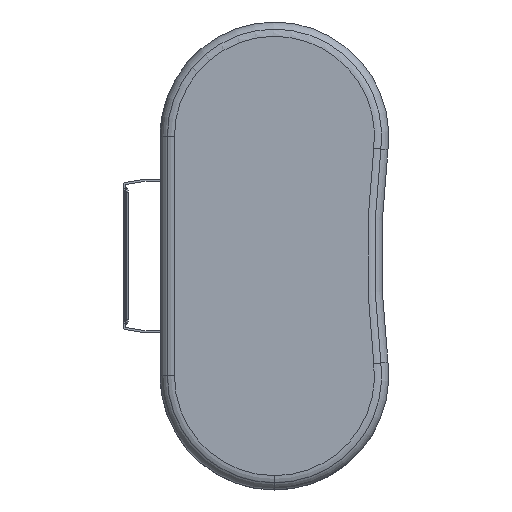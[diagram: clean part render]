
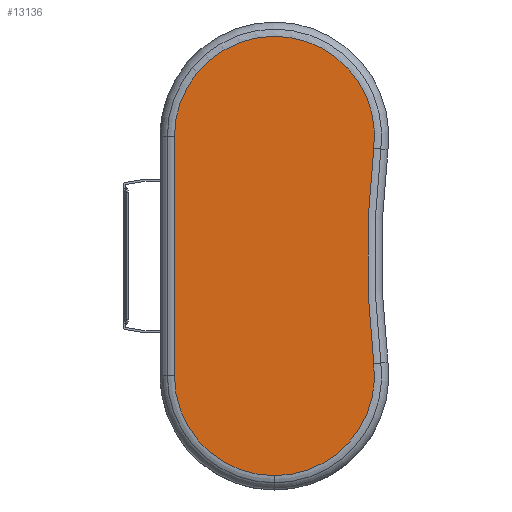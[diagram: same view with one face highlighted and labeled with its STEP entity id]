
A CAD part, left-side view. The second image highlights one B-rep face of the part: STEP entity #13136.
In plain terms, the highlighted planar face has unit normal (-1, 0, 0).
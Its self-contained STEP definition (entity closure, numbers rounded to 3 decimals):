
#249 = CIRCLE ( 'NONE', #2130, 14. ) ;
#648 = DIRECTION ( 'NONE',  ( 0., 0., -1. ) ) ;
#892 = LINE ( 'NONE', #7307, #12875 ) ;
#1214 = VERTEX_POINT ( 'NONE', #14934 ) ;
#1813 = VERTEX_POINT ( 'NONE', #8877 ) ;
#2130 = AXIS2_PLACEMENT_3D ( 'NONE', #9492, #9664, #6724 ) ;
#2579 = DIRECTION ( 'NONE',  ( 1., 0., 0. ) ) ;
#2721 = DIRECTION ( 'NONE',  ( 0., 0., -1. ) ) ;
#2881 = EDGE_CURVE ( 'NONE', #12893, #1214, #10935, .T. ) ;
#3071 = DIRECTION ( 'NONE',  ( 0., 0., 1. ) ) ;
#3164 = FACE_OUTER_BOUND ( 'NONE', #9546, .T. ) ;
#3247 = AXIS2_PLACEMENT_3D ( 'NONE', #11013, #17947, #2721 ) ;
#3971 = AXIS2_PLACEMENT_3D ( 'NONE', #12955, #17187, #7351 ) ;
#4501 = CARTESIAN_POINT ( 'NONE',  ( -597.5, -13.901, -15.084 ) ) ;
#4735 = DIRECTION ( 'NONE',  ( -1., 0., 0. ) ) ;
#4849 = VERTEX_POINT ( 'NONE', #17411 ) ;
#6470 = ORIENTED_EDGE ( 'NONE', *, *, #2881, .F. ) ;
#6724 = DIRECTION ( 'NONE',  ( 0., 0., -1. ) ) ;
#7307 = CARTESIAN_POINT ( 'NONE',  ( -597.5, 14., 16.75 ) ) ;
#7318 = EDGE_CURVE ( 'NONE', #4849, #9903, #14303, .T. ) ;
#7351 = DIRECTION ( 'NONE',  ( 0., 0., -1. ) ) ;
#7609 = AXIS2_PLACEMENT_3D ( 'NONE', #8295, #2579, #12500 ) ;
#8123 = EDGE_CURVE ( 'NONE', #1813, #4849, #892, .T. ) ;
#8191 = ORIENTED_EDGE ( 'NONE', *, *, #17927, .F. ) ;
#8295 = CARTESIAN_POINT ( 'NONE',  ( -597.5, 0., 16.75 ) ) ;
#8877 = CARTESIAN_POINT ( 'NONE',  ( -597.5, 14., -16.75 ) ) ;
#9492 = CARTESIAN_POINT ( 'NONE',  ( -597.5, 0., -16.75 ) ) ;
#9546 = EDGE_LOOP ( 'NONE', ( #6470, #8191, #12397, #16310, #11843 ) ) ;
#9664 = DIRECTION ( 'NONE',  ( 1., 0., 0. ) ) ;
#9903 = VERTEX_POINT ( 'NONE', #12825 ) ;
#10889 = CIRCLE ( 'NONE', #15075, 126.781 ) ;
#10935 = CIRCLE ( 'NONE', #3971, 14. ) ;
#11013 = CARTESIAN_POINT ( 'NONE',  ( -597.5, 0., 0. ) ) ;
#11743 = CARTESIAN_POINT ( 'NONE',  ( -597.5, -139.781, 0. ) ) ;
#11843 = ORIENTED_EDGE ( 'NONE', *, *, #16568, .F. ) ;
#12397 = ORIENTED_EDGE ( 'NONE', *, *, #7318, .F. ) ;
#12500 = DIRECTION ( 'NONE',  ( 0., 0., -1. ) ) ;
#12825 = CARTESIAN_POINT ( 'NONE',  ( -597.5, -13.901, 15.084 ) ) ;
#12875 = VECTOR ( 'NONE', #3071, 1000. ) ;
#12893 = VERTEX_POINT ( 'NONE', #4501 ) ;
#12955 = CARTESIAN_POINT ( 'NONE',  ( -597.5, 0., -16.75 ) ) ;
#13136 = ADVANCED_FACE ( 'NONE', ( #3164 ), #18009, .T. ) ;
#14303 = CIRCLE ( 'NONE', #7609, 14. ) ;
#14934 = CARTESIAN_POINT ( 'NONE',  ( -597.5, 0., -30.75 ) ) ;
#15075 = AXIS2_PLACEMENT_3D ( 'NONE', #11743, #4735, #648 ) ;
#16310 = ORIENTED_EDGE ( 'NONE', *, *, #8123, .F. ) ;
#16568 = EDGE_CURVE ( 'NONE', #1214, #1813, #249, .T. ) ;
#17187 = DIRECTION ( 'NONE',  ( 1., 0., 0. ) ) ;
#17411 = CARTESIAN_POINT ( 'NONE',  ( -597.5, 14., 16.75 ) ) ;
#17927 = EDGE_CURVE ( 'NONE', #9903, #12893, #10889, .T. ) ;
#17947 = DIRECTION ( 'NONE',  ( -1., 0., 0. ) ) ;
#18009 = PLANE ( 'NONE',  #3247 ) ;
